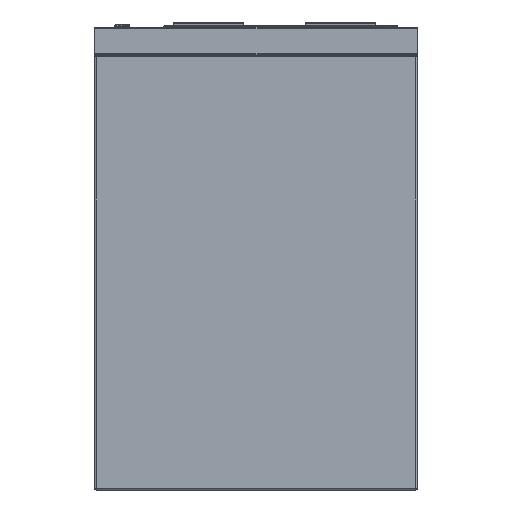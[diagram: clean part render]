
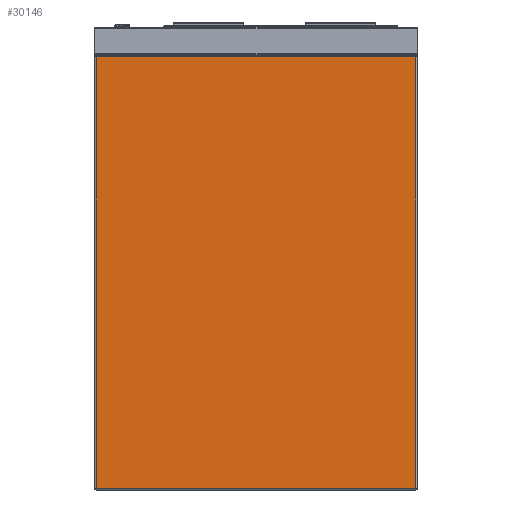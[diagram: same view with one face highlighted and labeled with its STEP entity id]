
A CAD part, left-side view. The second image highlights one B-rep face of the part: STEP entity #30146.
In plain terms, the highlighted planar face has unit normal (-1, 0, 0).
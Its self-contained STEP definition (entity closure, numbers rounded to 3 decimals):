
#98 = DIRECTION ( 'NONE',  ( 0., 1., 0. ) ) ;
#1162 = FACE_OUTER_BOUND ( 'NONE', #19099, .T. ) ;
#1625 = VECTOR ( 'NONE', #15130, 1000. ) ;
#3361 = DIRECTION ( 'NONE',  ( -1., 0., 0. ) ) ;
#3727 = PLANE ( 'NONE',  #23311 ) ;
#7280 = CARTESIAN_POINT ( 'NONE',  ( -440., -228., -658. ) ) ;
#9205 = DIRECTION ( 'NONE',  ( 0., -1., 0. ) ) ;
#9390 = CARTESIAN_POINT ( 'NONE',  ( -440., -230., -660. ) ) ;
#11583 = EDGE_CURVE ( 'NONE', #28759, #31817, #26146, .T. ) ;
#12740 = ORIENTED_EDGE ( 'NONE', *, *, #22878, .T. ) ;
#13600 = CARTESIAN_POINT ( 'NONE',  ( -440., 228., -42. ) ) ;
#13611 = LINE ( 'NONE', #13781, #16127 ) ;
#13781 = CARTESIAN_POINT ( 'NONE',  ( -440., 230., -42. ) ) ;
#14413 = EDGE_CURVE ( 'NONE', #34596, #31046, #27290, .T. ) ;
#14944 = ORIENTED_EDGE ( 'NONE', *, *, #11583, .T. ) ;
#15130 = DIRECTION ( 'NONE',  ( 0., -1., 0. ) ) ;
#16127 = VECTOR ( 'NONE', #98, 1000. ) ;
#18590 = CARTESIAN_POINT ( 'NONE',  ( -440., 228., -658. ) ) ;
#19099 = EDGE_LOOP ( 'NONE', ( #33740, #19651, #14944, #12740 ) ) ;
#19651 = ORIENTED_EDGE ( 'NONE', *, *, #35161, .T. ) ;
#20222 = CARTESIAN_POINT ( 'NONE',  ( -440., -230., -658. ) ) ;
#20316 = DIRECTION ( 'NONE',  ( 0., 0., -1. ) ) ;
#20680 = CARTESIAN_POINT ( 'NONE',  ( -440., 228., -660. ) ) ;
#21769 = CARTESIAN_POINT ( 'NONE',  ( -440., -228., -42. ) ) ;
#21839 = DIRECTION ( 'NONE',  ( 0., 0., 1. ) ) ;
#22188 = CARTESIAN_POINT ( 'NONE',  ( -440., -228., -660. ) ) ;
#22878 = EDGE_CURVE ( 'NONE', #31817, #34596, #31691, .T. ) ;
#23311 = AXIS2_PLACEMENT_3D ( 'NONE', #9390, #3361, #9205 ) ;
#26146 = LINE ( 'NONE', #20680, #30353 ) ;
#27290 = LINE ( 'NONE', #22188, #33177 ) ;
#28759 = VERTEX_POINT ( 'NONE', #13600 ) ;
#30146 = ADVANCED_FACE ( 'Fl�che7', ( #1162 ), #3727, .T. ) ;
#30353 = VECTOR ( 'NONE', #20316, 1000. ) ;
#31046 = VERTEX_POINT ( 'NONE', #21769 ) ;
#31691 = LINE ( 'NONE', #20222, #1625 ) ;
#31817 = VERTEX_POINT ( 'NONE', #18590 ) ;
#33177 = VECTOR ( 'NONE', #21839, 1000. ) ;
#33740 = ORIENTED_EDGE ( 'NONE', *, *, #14413, .T. ) ;
#34596 = VERTEX_POINT ( 'NONE', #7280 ) ;
#35161 = EDGE_CURVE ( 'NONE', #31046, #28759, #13611, .T. ) ;
